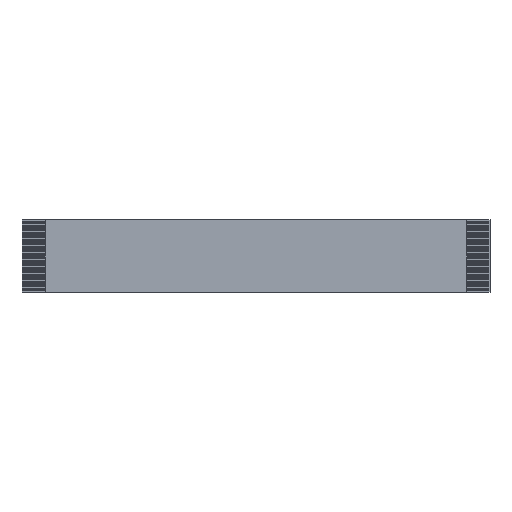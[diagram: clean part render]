
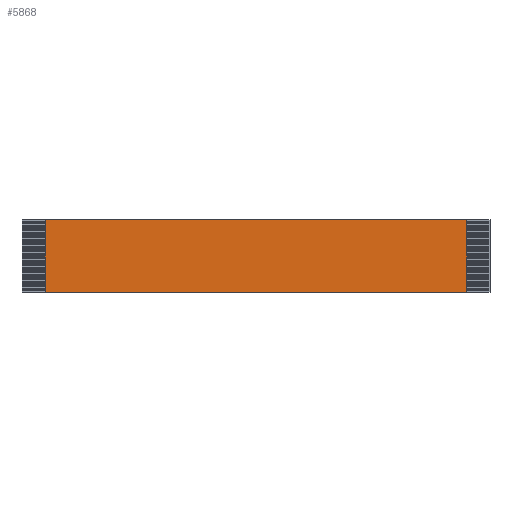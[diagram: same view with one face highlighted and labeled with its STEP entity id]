
A CAD part, top view. The second image highlights one B-rep face of the part: STEP entity #5868.
In plain terms, the highlighted planar face has unit normal (0, 0, 1).
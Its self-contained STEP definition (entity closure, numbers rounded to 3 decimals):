
#1249=ORIENTED_EDGE('',*,*,#1777,.T.);
#1250=ORIENTED_EDGE('',*,*,#1962,.F.);
#1251=ORIENTED_EDGE('',*,*,#1774,.F.);
#1252=ORIENTED_EDGE('',*,*,#1961,.T.);
#1774=EDGE_CURVE('',#2347,#2348,#2808,.T.);
#1777=EDGE_CURVE('',#2350,#2349,#2811,.T.);
#1961=EDGE_CURVE('',#2347,#2350,#2995,.T.);
#1962=EDGE_CURVE('',#2348,#2349,#2996,.T.);
#2347=VERTEX_POINT('',#8042);
#2348=VERTEX_POINT('',#8044);
#2349=VERTEX_POINT('',#8048);
#2350=VERTEX_POINT('',#8050);
#2808=LINE('',#8043,#3454);
#2811=LINE('',#8049,#3457);
#2995=LINE('',#8359,#3641);
#2996=LINE('',#8361,#3642);
#3454=VECTOR('',#6681,1000.);
#3457=VECTOR('',#6686,1000.);
#3641=VECTOR('',#7120,1000.);
#3642=VECTOR('',#7123,1000.);
#3841=EDGE_LOOP('',(#1249,#1250,#1251,#1252));
#4041=FACE_BOUND('',#3841,.T.);
#4241=PLANE('',#6075);
#5868=ADVANCED_FACE('',(#4041),#4241,.F.);
#6075=AXIS2_PLACEMENT_3D('',#8360,#7121,#7122);
#6681=DIRECTION('',(1.,0.,0.));
#6686=DIRECTION('',(1.,0.,0.));
#7120=DIRECTION('',(0.,-1.,0.));
#7121=DIRECTION('',(0.,0.,-1.));
#7122=DIRECTION('',(-1.,0.,0.));
#7123=DIRECTION('',(0.,-1.,0.));
#8042=CARTESIAN_POINT('',(-45.,7.75,0.138));
#8043=CARTESIAN_POINT('',(-45.,7.75,0.138));
#8044=CARTESIAN_POINT('',(45.,7.75,0.138));
#8048=CARTESIAN_POINT('',(45.,-7.75,0.138));
#8049=CARTESIAN_POINT('',(-45.,-7.75,0.138));
#8050=CARTESIAN_POINT('',(-45.,-7.75,0.138));
#8359=CARTESIAN_POINT('',(-45.,7.75,0.138));
#8360=CARTESIAN_POINT('',(-45.,7.75,0.138));
#8361=CARTESIAN_POINT('',(45.,7.75,0.138));
